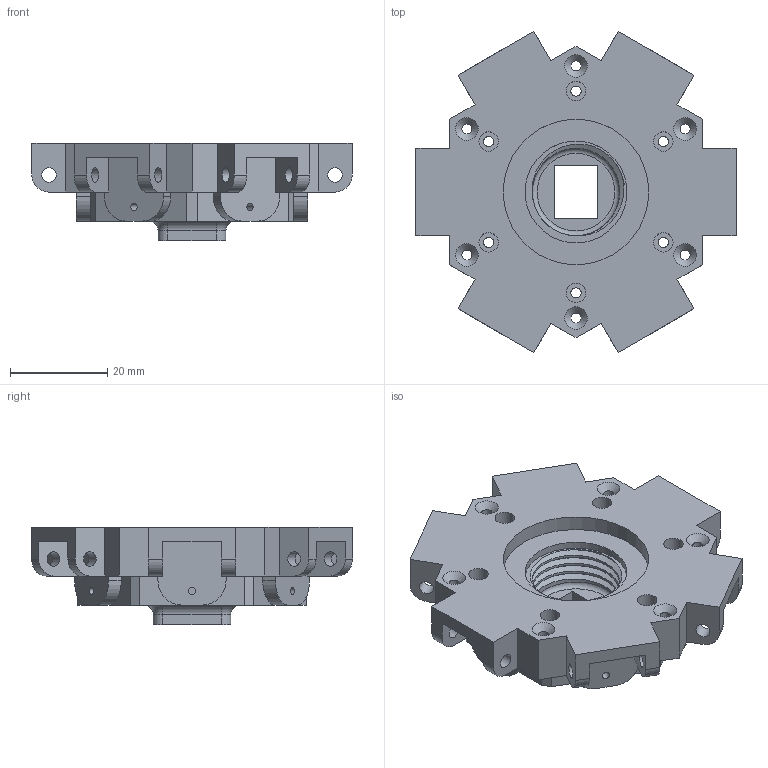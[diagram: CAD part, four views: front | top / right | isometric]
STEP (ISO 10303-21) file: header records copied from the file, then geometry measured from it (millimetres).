
FILE_DESCRIPTION(/* description */ (''),/* implementation_level */ '2;1');
FILE_NAME(/* name */ 'Bottom_panel_thread_M14X2 v1.step',/* time_stamp */ '2024-01-18T18:56:36-05:00',/* author */ (''),/* organization */ (''),/* preprocessor_version */ 'ST-DEVELOPER v20',/* originating_system */ 'Autodesk Translation Framework v12.14.0.127',/* authorisation */ '');
FILE_SCHEMA (('AUTOMOTIVE_DESIGN { 1 0 10303 214 3 1 1 }'));
Length unit declared in the file: metre
Products named in the file (1): Bottom_panel_thread_M14X2
Bounding box: 66 x 66.17 x 20 mm (x, y, z)
Volume: 30458.8 mm3; surface area: 13389.8 mm2
Topology: 1 solids, 1 shells, 211 faces, 560 edges, 367 vertices
Faces by surface type: plane 117, cylinder 81, cone 6, torus 5, bspline 2
Full cylindrical faces by diameter (mm): 1.5 x6, 2.1 x12, 3 x12, 4 x6, 18 x3, 20.165 x3, 21 x1, 30 x1
Entity records: 7421 total; most frequent: CARTESIAN_POINT 1938, ORIENTED_EDGE 1120, DIRECTION 1115, EDGE_CURVE 560, LINE 383, VECTOR 383, VERTEX_POINT 367, AXIS2_PLACEMENT_3D 366
